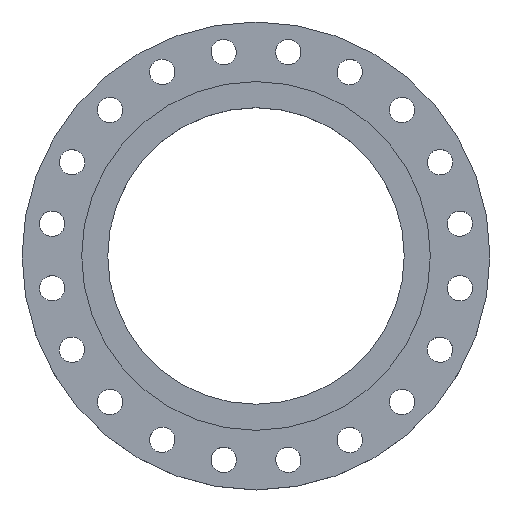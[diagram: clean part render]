
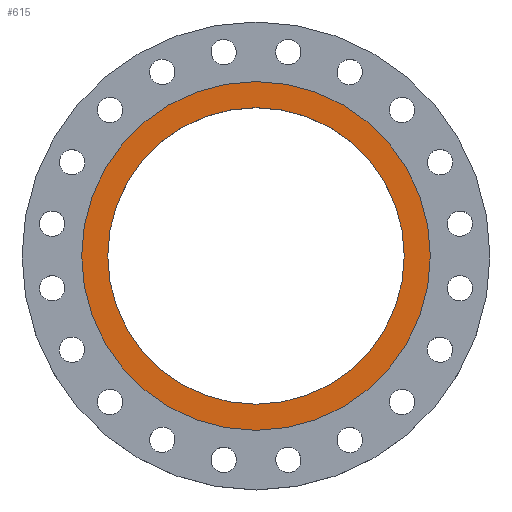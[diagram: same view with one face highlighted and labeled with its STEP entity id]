
A CAD part, top view. The second image highlights one B-rep face of the part: STEP entity #615.
In plain terms, the highlighted planar face has unit normal (0, 0, 1).
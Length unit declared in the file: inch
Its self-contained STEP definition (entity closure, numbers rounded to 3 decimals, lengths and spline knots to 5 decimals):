
#3 = DIRECTION ( 'NONE',  ( 1., 0., 0. ) ) ;
#78 = CARTESIAN_POINT ( 'NONE',  ( 0., 0., 0. ) ) ;
#116 = AXIS2_PLACEMENT_3D ( 'NONE', #1180, #755, #195 ) ;
#128 = AXIS2_PLACEMENT_3D ( 'NONE', #243, #375, #958 ) ;
#195 = DIRECTION ( 'NONE',  ( 1., 0., 0. ) ) ;
#230 = CARTESIAN_POINT ( 'NONE',  ( 0., 0., 0. ) ) ;
#243 = CARTESIAN_POINT ( 'NONE',  ( 0., 0., 0. ) ) ;
#292 = EDGE_CURVE ( 'NONE', #1218, #1605, #1188, .T. ) ;
#312 = PLANE ( 'NONE',  #116 ) ;
#375 = DIRECTION ( 'NONE',  ( 0., 0., 1. ) ) ;
#421 = CIRCLE ( 'NONE', #872, 9.5 ) ;
#429 = CARTESIAN_POINT ( 'NONE',  ( -9.5, 0., 0. ) ) ;
#440 = CARTESIAN_POINT ( 'NONE',  ( 0., 0., 0. ) ) ;
#454 = CIRCLE ( 'NONE', #1861, 8.08 ) ;
#458 = EDGE_CURVE ( 'NONE', #1046, #1286, #454, .T. ) ;
#615 = ADVANCED_FACE ( 'NONE', ( #1190, #1320 ), #312, .T. ) ;
#649 = CARTESIAN_POINT ( 'NONE',  ( 9.5, 0., 0. ) ) ;
#664 = DIRECTION ( 'NONE',  ( 0., 0., 1. ) ) ;
#726 = CIRCLE ( 'NONE', #1243, 8.08 ) ;
#742 = EDGE_LOOP ( 'NONE', ( #1397, #1221 ) ) ;
#755 = DIRECTION ( 'NONE',  ( 0., 0., 1. ) ) ;
#774 = EDGE_CURVE ( 'NONE', #1605, #1218, #421, .T. ) ;
#872 = AXIS2_PLACEMENT_3D ( 'NONE', #78, #664, #1239 ) ;
#958 = DIRECTION ( 'NONE',  ( 1., 0., 0. ) ) ;
#998 = CARTESIAN_POINT ( 'NONE',  ( 8.08, 0., 0. ) ) ;
#1046 = VERTEX_POINT ( 'NONE', #1386 ) ;
#1124 = EDGE_CURVE ( 'NONE', #1286, #1046, #726, .T. ) ;
#1125 = ORIENTED_EDGE ( 'NONE', *, *, #458, .F. ) ;
#1180 = CARTESIAN_POINT ( 'NONE',  ( 0., 0., 0. ) ) ;
#1188 = CIRCLE ( 'NONE', #128, 9.5 ) ;
#1190 = FACE_BOUND ( 'NONE', #1292, .T. ) ;
#1218 = VERTEX_POINT ( 'NONE', #429 ) ;
#1221 = ORIENTED_EDGE ( 'NONE', *, *, #292, .T. ) ;
#1239 = DIRECTION ( 'NONE',  ( 1., 0., 0. ) ) ;
#1243 = AXIS2_PLACEMENT_3D ( 'NONE', #230, #1821, #1266 ) ;
#1266 = DIRECTION ( 'NONE',  ( 1., 0., 0. ) ) ;
#1286 = VERTEX_POINT ( 'NONE', #998 ) ;
#1292 = EDGE_LOOP ( 'NONE', ( #1407, #1125 ) ) ;
#1320 = FACE_OUTER_BOUND ( 'NONE', #742, .T. ) ;
#1386 = CARTESIAN_POINT ( 'NONE',  ( -8.08, 0., 0. ) ) ;
#1397 = ORIENTED_EDGE ( 'NONE', *, *, #774, .T. ) ;
#1407 = ORIENTED_EDGE ( 'NONE', *, *, #1124, .F. ) ;
#1429 = DIRECTION ( 'NONE',  ( 0., 0., 1. ) ) ;
#1605 = VERTEX_POINT ( 'NONE', #649 ) ;
#1821 = DIRECTION ( 'NONE',  ( 0., 0., 1. ) ) ;
#1861 = AXIS2_PLACEMENT_3D ( 'NONE', #440, #1429, #3 ) ;
